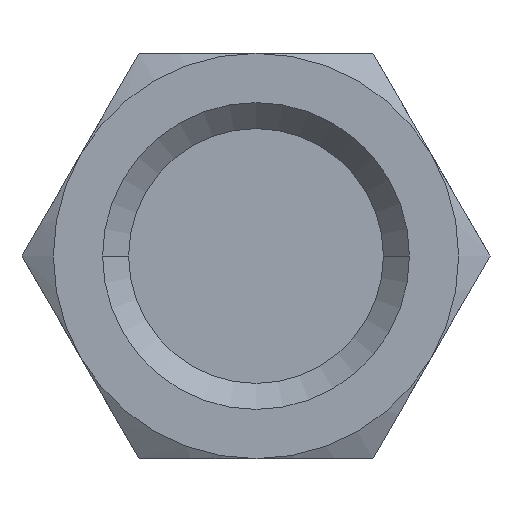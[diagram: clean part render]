
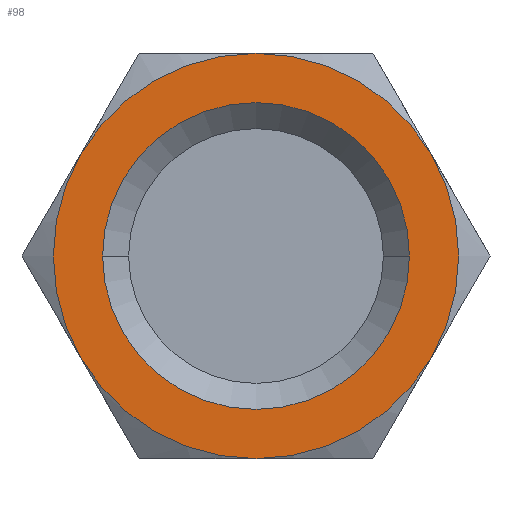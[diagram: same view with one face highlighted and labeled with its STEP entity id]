
A CAD part, front view. The second image highlights one B-rep face of the part: STEP entity #98.
In plain terms, the highlighted planar face has unit normal (0, -1, 0).
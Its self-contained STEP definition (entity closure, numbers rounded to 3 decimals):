
#32 = VERTEX_POINT ( 'NONE', #1008 ) ;
#45 = VERTEX_POINT ( 'NONE', #1013 ) ;
#98 = ADVANCED_FACE ( 'NONE', ( #1626, #1627 ), #247, .T. ) ;
#244 = DIRECTION ( 'NONE',  ( 0., -1., 0. ) ) ;
#245 = CARTESIAN_POINT ( 'NONE',  ( 0., 0., 0. ) ) ;
#247 = PLANE ( 'NONE',  #493 ) ;
#249 = DIRECTION ( 'NONE',  ( 0., 0., -1. ) ) ;
#493 = AXIS2_PLACEMENT_3D ( 'NONE', #245, #244, #249 ) ;
#543 = EDGE_CURVE ( 'NONE', #640, #45, #1734, .T. ) ;
#544 = EDGE_CURVE ( 'NONE', #629, #640, #1743, .T. ) ;
#545 = EDGE_CURVE ( 'NONE', #638, #629, #1747, .T. ) ;
#546 = EDGE_CURVE ( 'NONE', #627, #638, #1748, .T. ) ;
#547 = EDGE_CURVE ( 'NONE', #32, #627, #1749, .T. ) ;
#548 = EDGE_CURVE ( 'NONE', #653, #634, #1750, .T. ) ;
#549 = EDGE_CURVE ( 'NONE', #45, #32, #1746, .T. ) ;
#627 = VERTEX_POINT ( 'NONE', #1427 ) ;
#629 = VERTEX_POINT ( 'NONE', #1429 ) ;
#634 = VERTEX_POINT ( 'NONE', #1434 ) ;
#638 = VERTEX_POINT ( 'NONE', #1437 ) ;
#640 = VERTEX_POINT ( 'NONE', #1438 ) ;
#653 = VERTEX_POINT ( 'NONE', #1450 ) ;
#715 = EDGE_LOOP ( 'NONE', ( #818, #819 ) ) ;
#718 = EDGE_LOOP ( 'NONE', ( #820, #821, #822, #823, #824, #825 ) ) ;
#818 = ORIENTED_EDGE ( 'NONE', *, *, #548, .F. ) ;
#819 = ORIENTED_EDGE ( 'NONE', *, *, #918, .F. ) ;
#820 = ORIENTED_EDGE ( 'NONE', *, *, #547, .T. ) ;
#821 = ORIENTED_EDGE ( 'NONE', *, *, #546, .T. ) ;
#822 = ORIENTED_EDGE ( 'NONE', *, *, #545, .T. ) ;
#823 = ORIENTED_EDGE ( 'NONE', *, *, #544, .T. ) ;
#824 = ORIENTED_EDGE ( 'NONE', *, *, #543, .T. ) ;
#825 = ORIENTED_EDGE ( 'NONE', *, *, #549, .T. ) ;
#918 = EDGE_CURVE ( 'NONE', #634, #653, #1786, .T. ) ;
#1008 = CARTESIAN_POINT ( 'NONE',  ( 0., 0., -7. ) ) ;
#1013 = CARTESIAN_POINT ( 'NONE',  ( -6.062, 0., -3.5 ) ) ;
#1104 = AXIS2_PLACEMENT_3D ( 'NONE', #1356, #1357, #1358 ) ;
#1105 = AXIS2_PLACEMENT_3D ( 'NONE', #1359, #1360, #1361 ) ;
#1106 = AXIS2_PLACEMENT_3D ( 'NONE', #1362, #1363, #1364 ) ;
#1107 = AXIS2_PLACEMENT_3D ( 'NONE', #1365, #1366, #1367 ) ;
#1108 = AXIS2_PLACEMENT_3D ( 'NONE', #1368, #1369, #1370 ) ;
#1109 = AXIS2_PLACEMENT_3D ( 'NONE', #1371, #1372, #1373 ) ;
#1110 = AXIS2_PLACEMENT_3D ( 'NONE', #1374, #1375, #1376 ) ;
#1117 = AXIS2_PLACEMENT_3D ( 'NONE', #1495, #1496, #1497 ) ;
#1356 = CARTESIAN_POINT ( 'NONE',  ( 0., 0., 0. ) ) ;
#1357 = DIRECTION ( 'NONE',  ( 0., -1., 0. ) ) ;
#1358 = DIRECTION ( 'NONE',  ( 0., 0., -1. ) ) ;
#1359 = CARTESIAN_POINT ( 'NONE',  ( 0., 0., 0. ) ) ;
#1360 = DIRECTION ( 'NONE',  ( 0., -1., 0. ) ) ;
#1361 = DIRECTION ( 'NONE',  ( 0., 0., -1. ) ) ;
#1362 = CARTESIAN_POINT ( 'NONE',  ( 0., 0., 0. ) ) ;
#1363 = DIRECTION ( 'NONE',  ( 0., -1., 0. ) ) ;
#1364 = DIRECTION ( 'NONE',  ( 0., 0., -1. ) ) ;
#1365 = CARTESIAN_POINT ( 'NONE',  ( 0., 0., 0. ) ) ;
#1366 = DIRECTION ( 'NONE',  ( 0., -1., 0. ) ) ;
#1367 = DIRECTION ( 'NONE',  ( 0., 0., -1. ) ) ;
#1368 = CARTESIAN_POINT ( 'NONE',  ( 0., 0., 0. ) ) ;
#1369 = DIRECTION ( 'NONE',  ( 0., -1., 0. ) ) ;
#1370 = DIRECTION ( 'NONE',  ( 0., 0., -1. ) ) ;
#1371 = CARTESIAN_POINT ( 'NONE',  ( 0., 0., 0. ) ) ;
#1372 = DIRECTION ( 'NONE',  ( 0., -1., 0. ) ) ;
#1373 = DIRECTION ( 'NONE',  ( 1., 0., 0. ) ) ;
#1374 = CARTESIAN_POINT ( 'NONE',  ( 0., 0., 0. ) ) ;
#1375 = DIRECTION ( 'NONE',  ( 0., -1., 0. ) ) ;
#1376 = DIRECTION ( 'NONE',  ( 0., 0., -1. ) ) ;
#1427 = CARTESIAN_POINT ( 'NONE',  ( 6.062, 0., -3.5 ) ) ;
#1429 = CARTESIAN_POINT ( 'NONE',  ( 0., 0., 7. ) ) ;
#1434 = CARTESIAN_POINT ( 'NONE',  ( -5.3, 0., 0. ) ) ;
#1437 = CARTESIAN_POINT ( 'NONE',  ( 6.062, 0., 3.5 ) ) ;
#1438 = CARTESIAN_POINT ( 'NONE',  ( -6.062, 0., 3.5 ) ) ;
#1450 = CARTESIAN_POINT ( 'NONE',  ( 5.3, 0., 0. ) ) ;
#1495 = CARTESIAN_POINT ( 'NONE',  ( 0., 0., 0. ) ) ;
#1496 = DIRECTION ( 'NONE',  ( 0., -1., 0. ) ) ;
#1497 = DIRECTION ( 'NONE',  ( 1., 0., 0. ) ) ;
#1626 = FACE_BOUND ( 'NONE', #715, .T. ) ;
#1627 = FACE_OUTER_BOUND ( 'NONE', #718, .T. ) ;
#1734 = CIRCLE ( 'NONE', #1104, 7. ) ;
#1743 = CIRCLE ( 'NONE', #1105, 7. ) ;
#1746 = CIRCLE ( 'NONE', #1110, 7. ) ;
#1747 = CIRCLE ( 'NONE', #1106, 7. ) ;
#1748 = CIRCLE ( 'NONE', #1107, 7. ) ;
#1749 = CIRCLE ( 'NONE', #1108, 7. ) ;
#1750 = CIRCLE ( 'NONE', #1109, 5.3 ) ;
#1786 = CIRCLE ( 'NONE', #1117, 5.3 ) ;
